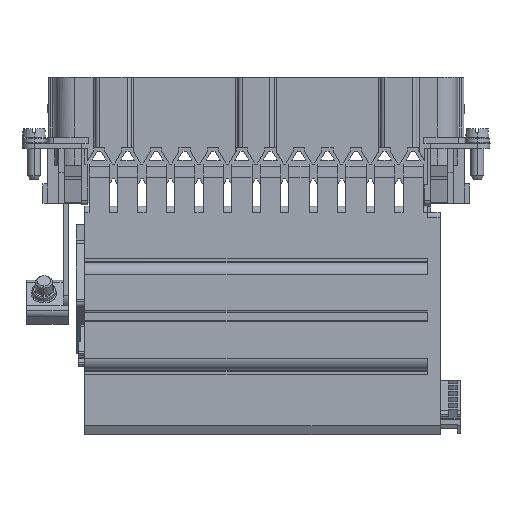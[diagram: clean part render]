
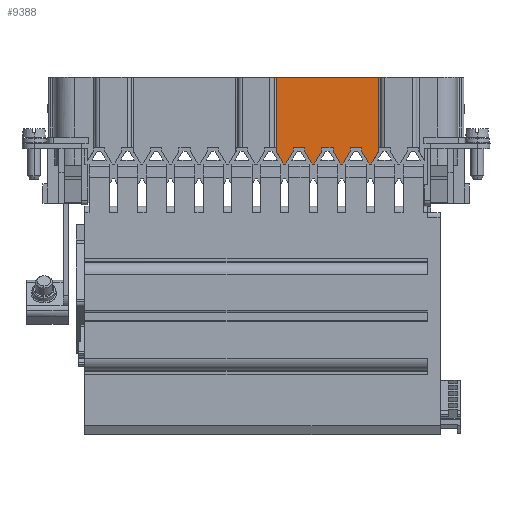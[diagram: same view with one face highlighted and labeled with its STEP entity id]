
A CAD part, left-side view. The second image highlights one B-rep face of the part: STEP entity #9388.
In plain terms, the highlighted planar face has unit normal (-1, 0, 0).
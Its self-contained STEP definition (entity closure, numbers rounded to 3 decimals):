
#9208=AXIS2_PLACEMENT_3D('Plane Axis2P3D',#9205,#9206,#9207) ;
#9221=AXIS2_PLACEMENT_3D('Circle Axis2P3D',#9219,#9220,$) ;
#9247=AXIS2_PLACEMENT_3D('Circle Axis2P3D',#9245,#9246,$) ;
#9289=AXIS2_PLACEMENT_3D('Circle Axis2P3D',#9287,#9288,$) ;
#9331=AXIS2_PLACEMENT_3D('Circle Axis2P3D',#9329,#9330,$) ;
#5303=CARTESIAN_POINT('Vertex',(4.5,50.15,83.8)) ;
#5306=CARTESIAN_POINT('Line Origine',(4.5,38.15,83.8)) ;
#5310=CARTESIAN_POINT('Vertex',(4.5,26.15,83.8)) ;
#9174=CARTESIAN_POINT('Vertex',(4.5,50.15,66.413)) ;
#9179=CARTESIAN_POINT('Line Origine',(4.5,50.15,63.2)) ;
#9205=CARTESIAN_POINT('Axis2P3D Location',(4.5,15.55,69.8)) ;
#9210=CARTESIAN_POINT('Line Origine',(4.5,29.23,64.993)) ;
#9214=CARTESIAN_POINT('Vertex',(4.5,28.36,63.486)) ;
#9216=CARTESIAN_POINT('Vertex',(4.5,30.1,66.5)) ;
#9219=CARTESIAN_POINT('Axis2P3D Location',(4.5,28.1,63.636)) ;
#9223=CARTESIAN_POINT('Vertex',(4.5,27.84,63.486)) ;
#9226=CARTESIAN_POINT('Line Origine',(4.5,26.995,64.95)) ;
#9230=CARTESIAN_POINT('Vertex',(4.5,26.15,66.413)) ;
#9233=CARTESIAN_POINT('Line Origine',(4.5,26.15,75.107)) ;
#9238=CARTESIAN_POINT('Line Origine',(4.5,49.305,64.95)) ;
#9242=CARTESIAN_POINT('Vertex',(4.5,48.46,63.486)) ;
#9245=CARTESIAN_POINT('Axis2P3D Location',(4.5,48.2,63.636)) ;
#9249=CARTESIAN_POINT('Vertex',(4.5,47.94,63.486)) ;
#9252=CARTESIAN_POINT('Line Origine',(4.5,47.07,64.993)) ;
#9256=CARTESIAN_POINT('Vertex',(4.5,46.2,66.5)) ;
#9259=CARTESIAN_POINT('Line Origine',(4.5,46.2,66.9)) ;
#9263=CARTESIAN_POINT('Vertex',(4.5,46.2,67.3)) ;
#9266=CARTESIAN_POINT('Line Origine',(4.5,44.85,67.3)) ;
#9270=CARTESIAN_POINT('Vertex',(4.5,43.5,67.3)) ;
#9273=CARTESIAN_POINT('Line Origine',(4.5,43.5,66.9)) ;
#9277=CARTESIAN_POINT('Vertex',(4.5,43.5,66.5)) ;
#9280=CARTESIAN_POINT('Line Origine',(4.5,42.63,64.993)) ;
#9284=CARTESIAN_POINT('Vertex',(4.5,41.76,63.486)) ;
#9287=CARTESIAN_POINT('Axis2P3D Location',(4.5,41.5,63.636)) ;
#9291=CARTESIAN_POINT('Vertex',(4.5,41.24,63.486)) ;
#9294=CARTESIAN_POINT('Line Origine',(4.5,40.37,64.993)) ;
#9298=CARTESIAN_POINT('Vertex',(4.5,39.5,66.5)) ;
#9301=CARTESIAN_POINT('Line Origine',(4.5,39.5,66.9)) ;
#9305=CARTESIAN_POINT('Vertex',(4.5,39.5,67.3)) ;
#9308=CARTESIAN_POINT('Line Origine',(4.5,38.15,67.3)) ;
#9312=CARTESIAN_POINT('Vertex',(4.5,36.8,67.3)) ;
#9315=CARTESIAN_POINT('Line Origine',(4.5,36.8,66.9)) ;
#9319=CARTESIAN_POINT('Vertex',(4.5,36.8,66.5)) ;
#9322=CARTESIAN_POINT('Line Origine',(4.5,35.93,64.993)) ;
#9326=CARTESIAN_POINT('Vertex',(4.5,35.06,63.486)) ;
#9329=CARTESIAN_POINT('Axis2P3D Location',(4.5,34.8,63.636)) ;
#9333=CARTESIAN_POINT('Vertex',(4.5,34.54,63.486)) ;
#9336=CARTESIAN_POINT('Line Origine',(4.5,33.67,64.993)) ;
#9340=CARTESIAN_POINT('Vertex',(4.5,32.8,66.5)) ;
#9343=CARTESIAN_POINT('Line Origine',(4.5,32.8,66.9)) ;
#9347=CARTESIAN_POINT('Vertex',(4.5,32.8,67.3)) ;
#9350=CARTESIAN_POINT('Line Origine',(4.5,31.45,67.3)) ;
#9354=CARTESIAN_POINT('Vertex',(4.5,30.1,67.3)) ;
#9357=CARTESIAN_POINT('Line Origine',(4.5,30.1,66.9)) ;
#5307=DIRECTION('Vector Direction',(0.,1.,0.)) ;
#9180=DIRECTION('Vector Direction',(0.,0.,-1.)) ;
#9206=DIRECTION('Axis2P3D Direction',(-1.,0.,0.)) ;
#9207=DIRECTION('Axis2P3D XDirection',(0.,1.,0.)) ;
#9211=DIRECTION('Vector Direction',(0.,0.5,0.866)) ;
#9220=DIRECTION('Axis2P3D Direction',(-1.,0.,0.)) ;
#9227=DIRECTION('Vector Direction',(0.,0.5,-0.866)) ;
#9234=DIRECTION('Vector Direction',(0.,0.,1.)) ;
#9239=DIRECTION('Vector Direction',(0.,0.5,0.866)) ;
#9246=DIRECTION('Axis2P3D Direction',(-1.,0.,0.)) ;
#9253=DIRECTION('Vector Direction',(0.,0.5,-0.866)) ;
#9260=DIRECTION('Vector Direction',(0.,0.,-1.)) ;
#9267=DIRECTION('Vector Direction',(0.,1.,0.)) ;
#9274=DIRECTION('Vector Direction',(0.,0.,1.)) ;
#9281=DIRECTION('Vector Direction',(0.,0.5,0.866)) ;
#9288=DIRECTION('Axis2P3D Direction',(-1.,0.,0.)) ;
#9295=DIRECTION('Vector Direction',(0.,0.5,-0.866)) ;
#9302=DIRECTION('Vector Direction',(0.,0.,-1.)) ;
#9309=DIRECTION('Vector Direction',(0.,1.,0.)) ;
#9316=DIRECTION('Vector Direction',(0.,0.,1.)) ;
#9323=DIRECTION('Vector Direction',(0.,0.5,0.866)) ;
#9330=DIRECTION('Axis2P3D Direction',(-1.,0.,0.)) ;
#9337=DIRECTION('Vector Direction',(0.,0.5,-0.866)) ;
#9344=DIRECTION('Vector Direction',(0.,0.,-1.)) ;
#9351=DIRECTION('Vector Direction',(0.,1.,0.)) ;
#9358=DIRECTION('Vector Direction',(0.,0.,1.)) ;
#5308=VECTOR('Line Direction',#5307,1.) ;
#9181=VECTOR('Line Direction',#9180,1.) ;
#9212=VECTOR('Line Direction',#9211,1.) ;
#9228=VECTOR('Line Direction',#9227,1.) ;
#9235=VECTOR('Line Direction',#9234,1.) ;
#9240=VECTOR('Line Direction',#9239,1.) ;
#9254=VECTOR('Line Direction',#9253,1.) ;
#9261=VECTOR('Line Direction',#9260,1.) ;
#9268=VECTOR('Line Direction',#9267,1.) ;
#9275=VECTOR('Line Direction',#9274,1.) ;
#9282=VECTOR('Line Direction',#9281,1.) ;
#9296=VECTOR('Line Direction',#9295,1.) ;
#9303=VECTOR('Line Direction',#9302,1.) ;
#9310=VECTOR('Line Direction',#9309,1.) ;
#9317=VECTOR('Line Direction',#9316,1.) ;
#9324=VECTOR('Line Direction',#9323,1.) ;
#9338=VECTOR('Line Direction',#9337,1.) ;
#9345=VECTOR('Line Direction',#9344,1.) ;
#9352=VECTOR('Line Direction',#9351,1.) ;
#9359=VECTOR('Line Direction',#9358,1.) ;
#9363=ORIENTED_EDGE('',*,*,#9218,.F.) ;
#9364=ORIENTED_EDGE('',*,*,#9225,.T.) ;
#9365=ORIENTED_EDGE('',*,*,#9232,.F.) ;
#9366=ORIENTED_EDGE('',*,*,#9237,.T.) ;
#9367=ORIENTED_EDGE('',*,*,#5312,.T.) ;
#9368=ORIENTED_EDGE('',*,*,#9183,.T.) ;
#9369=ORIENTED_EDGE('',*,*,#9244,.F.) ;
#9370=ORIENTED_EDGE('',*,*,#9251,.T.) ;
#9371=ORIENTED_EDGE('',*,*,#9258,.F.) ;
#9372=ORIENTED_EDGE('',*,*,#9265,.F.) ;
#9373=ORIENTED_EDGE('',*,*,#9272,.F.) ;
#9374=ORIENTED_EDGE('',*,*,#9279,.F.) ;
#9375=ORIENTED_EDGE('',*,*,#9286,.F.) ;
#9376=ORIENTED_EDGE('',*,*,#9293,.T.) ;
#9377=ORIENTED_EDGE('',*,*,#9300,.F.) ;
#9378=ORIENTED_EDGE('',*,*,#9307,.F.) ;
#9379=ORIENTED_EDGE('',*,*,#9314,.F.) ;
#9380=ORIENTED_EDGE('',*,*,#9321,.F.) ;
#9381=ORIENTED_EDGE('',*,*,#9328,.F.) ;
#9382=ORIENTED_EDGE('',*,*,#9335,.T.) ;
#9383=ORIENTED_EDGE('',*,*,#9342,.F.) ;
#9384=ORIENTED_EDGE('',*,*,#9349,.F.) ;
#9385=ORIENTED_EDGE('',*,*,#9356,.F.) ;
#9386=ORIENTED_EDGE('',*,*,#9361,.F.) ;
#9388=ADVANCED_FACE('Standard_1\\_1848730000',(#9387),#9209,.T.) ;
#9222=CIRCLE('generated circle',#9221,0.3) ;
#9248=CIRCLE('generated circle',#9247,0.3) ;
#9290=CIRCLE('generated circle',#9289,0.3) ;
#9332=CIRCLE('generated circle',#9331,0.3) ;
#5312=EDGE_CURVE('',#5311,#5304,#5309,.T.) ;
#9183=EDGE_CURVE('',#5304,#9175,#9182,.T.) ;
#9218=EDGE_CURVE('',#9215,#9217,#9213,.T.) ;
#9225=EDGE_CURVE('',#9215,#9224,#9222,.T.) ;
#9232=EDGE_CURVE('',#9231,#9224,#9229,.T.) ;
#9237=EDGE_CURVE('',#9231,#5311,#9236,.T.) ;
#9244=EDGE_CURVE('',#9243,#9175,#9241,.T.) ;
#9251=EDGE_CURVE('',#9243,#9250,#9248,.T.) ;
#9258=EDGE_CURVE('',#9257,#9250,#9255,.T.) ;
#9265=EDGE_CURVE('',#9264,#9257,#9262,.T.) ;
#9272=EDGE_CURVE('',#9271,#9264,#9269,.T.) ;
#9279=EDGE_CURVE('',#9278,#9271,#9276,.T.) ;
#9286=EDGE_CURVE('',#9285,#9278,#9283,.T.) ;
#9293=EDGE_CURVE('',#9285,#9292,#9290,.T.) ;
#9300=EDGE_CURVE('',#9299,#9292,#9297,.T.) ;
#9307=EDGE_CURVE('',#9306,#9299,#9304,.T.) ;
#9314=EDGE_CURVE('',#9313,#9306,#9311,.T.) ;
#9321=EDGE_CURVE('',#9320,#9313,#9318,.T.) ;
#9328=EDGE_CURVE('',#9327,#9320,#9325,.T.) ;
#9335=EDGE_CURVE('',#9327,#9334,#9332,.T.) ;
#9342=EDGE_CURVE('',#9341,#9334,#9339,.T.) ;
#9349=EDGE_CURVE('',#9348,#9341,#9346,.T.) ;
#9356=EDGE_CURVE('',#9355,#9348,#9353,.T.) ;
#9361=EDGE_CURVE('',#9217,#9355,#9360,.T.) ;
#9362=EDGE_LOOP('',(#9363,#9364,#9365,#9366,#9367,#9368,#9369,#9370,#9371,#9372,#9373,#9374,#9375,#9376,#9377,#9378,#9379,#9380,#9381,#9382,#9383,#9384,#9385,#9386)) ;
#9387=FACE_OUTER_BOUND('',#9362,.T.) ;
#5309=LINE('Line',#5306,#5308) ;
#9182=LINE('Line',#9179,#9181) ;
#9213=LINE('Line',#9210,#9212) ;
#9229=LINE('Line',#9226,#9228) ;
#9236=LINE('Line',#9233,#9235) ;
#9241=LINE('Line',#9238,#9240) ;
#9255=LINE('Line',#9252,#9254) ;
#9262=LINE('Line',#9259,#9261) ;
#9269=LINE('Line',#9266,#9268) ;
#9276=LINE('Line',#9273,#9275) ;
#9283=LINE('Line',#9280,#9282) ;
#9297=LINE('Line',#9294,#9296) ;
#9304=LINE('Line',#9301,#9303) ;
#9311=LINE('Line',#9308,#9310) ;
#9318=LINE('Line',#9315,#9317) ;
#9325=LINE('Line',#9322,#9324) ;
#9339=LINE('Line',#9336,#9338) ;
#9346=LINE('Line',#9343,#9345) ;
#9353=LINE('Line',#9350,#9352) ;
#9360=LINE('Line',#9357,#9359) ;
#9209=PLANE('',#9208) ;
#5304=VERTEX_POINT('',#5303) ;
#5311=VERTEX_POINT('',#5310) ;
#9175=VERTEX_POINT('',#9174) ;
#9215=VERTEX_POINT('',#9214) ;
#9217=VERTEX_POINT('',#9216) ;
#9224=VERTEX_POINT('',#9223) ;
#9231=VERTEX_POINT('',#9230) ;
#9243=VERTEX_POINT('',#9242) ;
#9250=VERTEX_POINT('',#9249) ;
#9257=VERTEX_POINT('',#9256) ;
#9264=VERTEX_POINT('',#9263) ;
#9271=VERTEX_POINT('',#9270) ;
#9278=VERTEX_POINT('',#9277) ;
#9285=VERTEX_POINT('',#9284) ;
#9292=VERTEX_POINT('',#9291) ;
#9299=VERTEX_POINT('',#9298) ;
#9306=VERTEX_POINT('',#9305) ;
#9313=VERTEX_POINT('',#9312) ;
#9320=VERTEX_POINT('',#9319) ;
#9327=VERTEX_POINT('',#9326) ;
#9334=VERTEX_POINT('',#9333) ;
#9341=VERTEX_POINT('',#9340) ;
#9348=VERTEX_POINT('',#9347) ;
#9355=VERTEX_POINT('',#9354) ;
